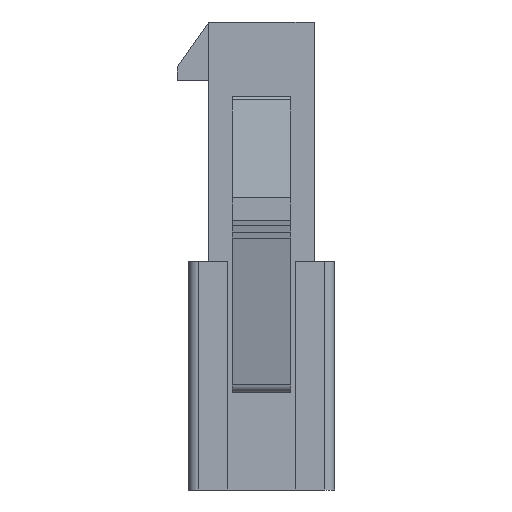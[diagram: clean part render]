
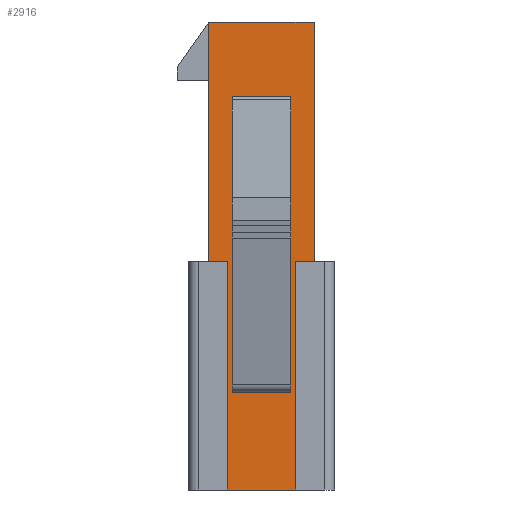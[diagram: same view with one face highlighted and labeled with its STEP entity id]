
A CAD part, left-side view. The second image highlights one B-rep face of the part: STEP entity #2916.
In plain terms, the highlighted planar face has unit normal (-1, 0, 0).
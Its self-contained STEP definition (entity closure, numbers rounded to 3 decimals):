
#18 = CARTESIAN_POINT ( 'NONE',  ( -7., 1.5, 5. ) ) ;
#20 = EDGE_CURVE ( 'NONE', #2589, #1608, #4173, .T. ) ;
#34 = VECTOR ( 'NONE', #388, 1000. ) ;
#58 = CARTESIAN_POINT ( 'NONE',  ( -7., 1.5, 5. ) ) ;
#168 = EDGE_CURVE ( 'NONE', #3690, #2927, #3328, .T. ) ;
#234 = ORIENTED_EDGE ( 'NONE', *, *, #20, .T. ) ;
#245 = CARTESIAN_POINT ( 'NONE',  ( -7., -1.75, -6.4 ) ) ;
#347 = ORIENTED_EDGE ( 'NONE', *, *, #1361, .F. ) ;
#368 = CARTESIAN_POINT ( 'NONE',  ( -7., 2.7, 24. ) ) ;
#385 = CARTESIAN_POINT ( 'NONE',  ( -7., 1.5, 5. ) ) ;
#388 = DIRECTION ( 'NONE',  ( 0., -1., 0. ) ) ;
#389 = VECTOR ( 'NONE', #3489, 1000. ) ;
#392 = DIRECTION ( 'NONE',  ( 0., 0., 1. ) ) ;
#423 = CARTESIAN_POINT ( 'NONE',  ( -7., 2.7, 11.7 ) ) ;
#458 = CARTESIAN_POINT ( 'NONE',  ( -7., 0., 0. ) ) ;
#485 = VECTOR ( 'NONE', #3372, 1000. ) ;
#520 = PLANE ( 'NONE',  #1360 ) ;
#527 = VERTEX_POINT ( 'NONE', #2914 ) ;
#561 = DIRECTION ( 'NONE',  ( 0., -1., 0. ) ) ;
#595 = VERTEX_POINT ( 'NONE', #423 ) ;
#674 = VECTOR ( 'NONE', #2859, 1000. ) ;
#993 = ORIENTED_EDGE ( 'NONE', *, *, #4100, .T. ) ;
#1046 = VERTEX_POINT ( 'NONE', #3015 ) ;
#1174 = CARTESIAN_POINT ( 'NONE',  ( -7., 1.5, 6. ) ) ;
#1210 = VERTEX_POINT ( 'NONE', #3766 ) ;
#1224 = EDGE_CURVE ( 'NONE', #527, #1046, #3426, .T. ) ;
#1360 = AXIS2_PLACEMENT_3D ( 'NONE', #1484, #3184, #2797 ) ;
#1361 = EDGE_CURVE ( 'NONE', #3691, #1608, #2262, .T. ) ;
#1362 = VERTEX_POINT ( 'NONE', #2588 ) ;
#1371 = LINE ( 'NONE', #385, #3781 ) ;
#1484 = CARTESIAN_POINT ( 'NONE',  ( -7., 23.65, 24. ) ) ;
#1504 = CARTESIAN_POINT ( 'NONE',  ( -7., -2.7, 11.7 ) ) ;
#1526 = FACE_BOUND ( 'NONE', #2523, .T. ) ;
#1577 = EDGE_CURVE ( 'NONE', #595, #1362, #3336, .T. ) ;
#1608 = VERTEX_POINT ( 'NONE', #1504 ) ;
#1656 = LINE ( 'NONE', #4199, #3155 ) ;
#1689 = ORIENTED_EDGE ( 'NONE', *, *, #2861, .T. ) ;
#1700 = CARTESIAN_POINT ( 'NONE',  ( -7., 1.75, 11.7 ) ) ;
#1712 = ORIENTED_EDGE ( 'NONE', *, *, #1224, .T. ) ;
#1747 = VECTOR ( 'NONE', #392, 1000. ) ;
#1833 = VERTEX_POINT ( 'NONE', #1700 ) ;
#1899 = EDGE_CURVE ( 'NONE', #1362, #3691, #2407, .T. ) ;
#1914 = VECTOR ( 'NONE', #4092, 1000. ) ;
#1921 = ORIENTED_EDGE ( 'NONE', *, *, #3139, .F. ) ;
#1999 = DIRECTION ( 'NONE',  ( 0., -1., 0. ) ) ;
#2137 = CARTESIAN_POINT ( 'NONE',  ( -7., -1.5, 5. ) ) ;
#2262 = LINE ( 'NONE', #2944, #3516 ) ;
#2369 = LINE ( 'NONE', #3717, #3088 ) ;
#2407 = LINE ( 'NONE', #3331, #34 ) ;
#2466 = ORIENTED_EDGE ( 'NONE', *, *, #2995, .T. ) ;
#2492 = CARTESIAN_POINT ( 'NONE',  ( -7., -2.7, 24. ) ) ;
#2523 = EDGE_LOOP ( 'NONE', ( #4016, #2956, #1689, #3477 ) ) ;
#2588 = CARTESIAN_POINT ( 'NONE',  ( -7., 2.7, 24. ) ) ;
#2589 = VERTEX_POINT ( 'NONE', #2590 ) ;
#2590 = CARTESIAN_POINT ( 'NONE',  ( -7., -1.75, 11.7 ) ) ;
#2649 = DIRECTION ( 'NONE',  ( 0., 0., -1. ) ) ;
#2684 = ORIENTED_EDGE ( 'NONE', *, *, #1577, .F. ) ;
#2774 = LINE ( 'NONE', #3119, #1914 ) ;
#2797 = DIRECTION ( 'NONE',  ( 0., 0., -1. ) ) ;
#2810 = ORIENTED_EDGE ( 'NONE', *, *, #1899, .F. ) ;
#2859 = DIRECTION ( 'NONE',  ( 0., 0., -1. ) ) ;
#2861 = EDGE_CURVE ( 'NONE', #4143, #1210, #3464, .T. ) ;
#2876 = EDGE_CURVE ( 'NONE', #3690, #4143, #2774, .T. ) ;
#2890 = CARTESIAN_POINT ( 'NONE',  ( -7., -1.5, 6. ) ) ;
#2914 = CARTESIAN_POINT ( 'NONE',  ( -7., 1.75, 0. ) ) ;
#2916 = ADVANCED_FACE ( 'NONE', ( #3163, #1526 ), #520, .F. ) ;
#2927 = VERTEX_POINT ( 'NONE', #18 ) ;
#2944 = CARTESIAN_POINT ( 'NONE',  ( -7., -2.7, 24. ) ) ;
#2956 = ORIENTED_EDGE ( 'NONE', *, *, #2876, .T. ) ;
#2995 = EDGE_CURVE ( 'NONE', #595, #1833, #1656, .T. ) ;
#3015 = CARTESIAN_POINT ( 'NONE',  ( -7., -1.75, 0. ) ) ;
#3017 = VECTOR ( 'NONE', #3079, 1000. ) ;
#3079 = DIRECTION ( 'NONE',  ( 0., -1., 0. ) ) ;
#3088 = VECTOR ( 'NONE', #3677, 1000. ) ;
#3119 = CARTESIAN_POINT ( 'NONE',  ( -7., 1.5, 6. ) ) ;
#3139 = EDGE_CURVE ( 'NONE', #527, #1833, #2369, .T. ) ;
#3155 = VECTOR ( 'NONE', #3894, 1000. ) ;
#3160 = VECTOR ( 'NONE', #561, 1000. ) ;
#3163 = FACE_OUTER_BOUND ( 'NONE', #3621, .T. ) ;
#3183 = CARTESIAN_POINT ( 'NONE',  ( -7., 23.65, 11.7 ) ) ;
#3184 = DIRECTION ( 'NONE',  ( 1., 0., 0. ) ) ;
#3235 = LINE ( 'NONE', #245, #389 ) ;
#3328 = LINE ( 'NONE', #58, #485 ) ;
#3331 = CARTESIAN_POINT ( 'NONE',  ( -7., 23.65, 24. ) ) ;
#3336 = LINE ( 'NONE', #368, #1747 ) ;
#3372 = DIRECTION ( 'NONE',  ( 0., 0., -1. ) ) ;
#3426 = LINE ( 'NONE', #458, #3017 ) ;
#3464 = LINE ( 'NONE', #2137, #674 ) ;
#3477 = ORIENTED_EDGE ( 'NONE', *, *, #3520, .F. ) ;
#3489 = DIRECTION ( 'NONE',  ( 0., 0., 1. ) ) ;
#3516 = VECTOR ( 'NONE', #2649, 1000. ) ;
#3520 = EDGE_CURVE ( 'NONE', #2927, #1210, #1371, .T. ) ;
#3621 = EDGE_LOOP ( 'NONE', ( #2466, #1921, #1712, #993, #234, #347, #2810, #2684 ) ) ;
#3677 = DIRECTION ( 'NONE',  ( 0., 0., 1. ) ) ;
#3690 = VERTEX_POINT ( 'NONE', #1174 ) ;
#3691 = VERTEX_POINT ( 'NONE', #2492 ) ;
#3717 = CARTESIAN_POINT ( 'NONE',  ( -7., 1.75, -6.4 ) ) ;
#3766 = CARTESIAN_POINT ( 'NONE',  ( -7., -1.5, 5. ) ) ;
#3781 = VECTOR ( 'NONE', #1999, 1000. ) ;
#3894 = DIRECTION ( 'NONE',  ( 0., -1., 0. ) ) ;
#4016 = ORIENTED_EDGE ( 'NONE', *, *, #168, .F. ) ;
#4092 = DIRECTION ( 'NONE',  ( 0., -1., 0. ) ) ;
#4100 = EDGE_CURVE ( 'NONE', #1046, #2589, #3235, .T. ) ;
#4143 = VERTEX_POINT ( 'NONE', #2890 ) ;
#4173 = LINE ( 'NONE', #3183, #3160 ) ;
#4199 = CARTESIAN_POINT ( 'NONE',  ( -7., 23.65, 11.7 ) ) ;
